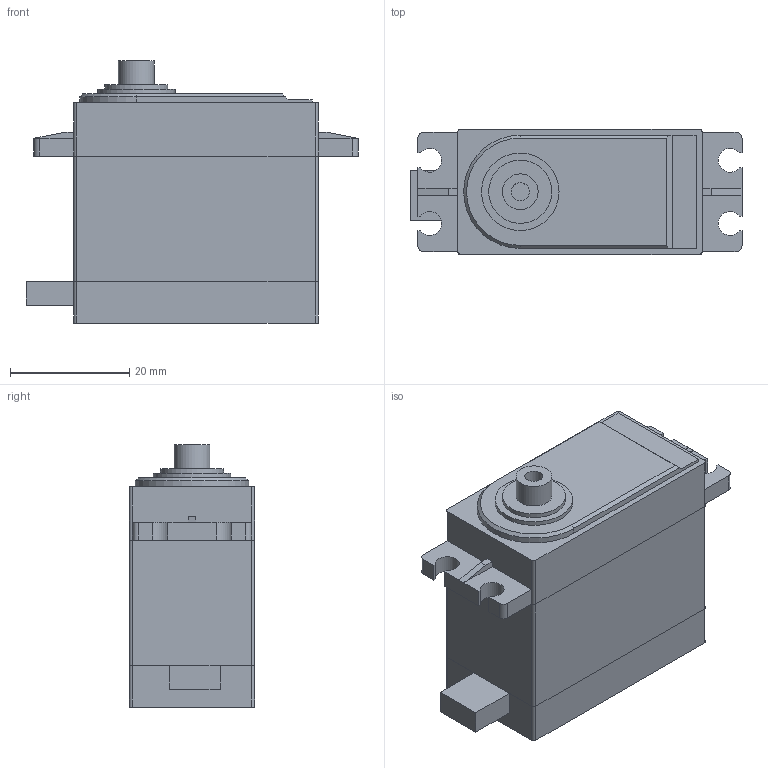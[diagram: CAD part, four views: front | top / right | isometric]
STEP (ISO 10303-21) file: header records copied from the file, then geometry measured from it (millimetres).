
FILE_DESCRIPTION(/* description */ (''),/* implementation_level */ '2;1');
FILE_NAME(/* name */ 'PowerHD 20Kg 543015.step',/* time_stamp */ '2020-10-28T15:38:20+11:00',/* author */ (''),/* organization */ (''),/* preprocessor_version */ 'ST-DEVELOPER v18.1',/* originating_system */ 'Autodesk Translation Framework v9.3.0.1241',/* authorisation */ '');
FILE_SCHEMA (('AUTOMOTIVE_DESIGN { 1 0 10303 214 3 1 1 }'));
Length unit declared in the file: millimetre
Products named in the file (2): PowerHD 20Kg 543015; Servo 20Kg
Assembly tree (1 placements, depth 2):
  PowerHD 20Kg 543015
    Servo 20Kg
Bounding box: 55.7 x 21 x 44 mm (x, y, z)
Volume: 33975.7 mm3; surface area: 10835 mm2
Topology: 3 solids, 3 shells, 90 faces, 227 edges, 148 vertices
Faces by surface type: plane 64, cylinder 25, cone 1
Full cylindrical faces by diameter (mm): 3 x1, 6 x1, 10.6 x1, 13 x1
Entity records: 2758 total; most frequent: CARTESIAN_POINT 468, DIRECTION 464, ORIENTED_EDGE 454, EDGE_CURVE 227, LINE 176, VECTOR 176, VERTEX_POINT 148, AXIS2_PLACEMENT_3D 144
